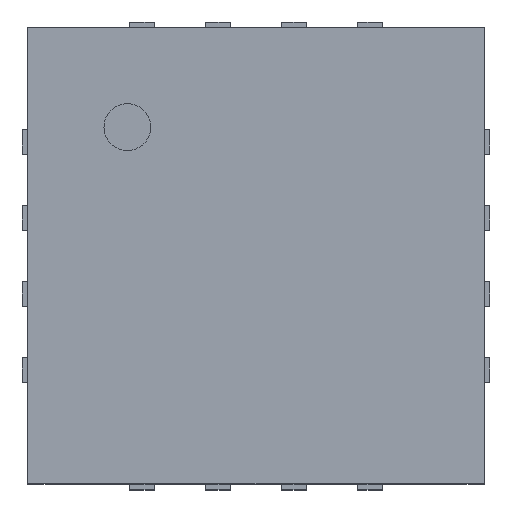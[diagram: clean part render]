
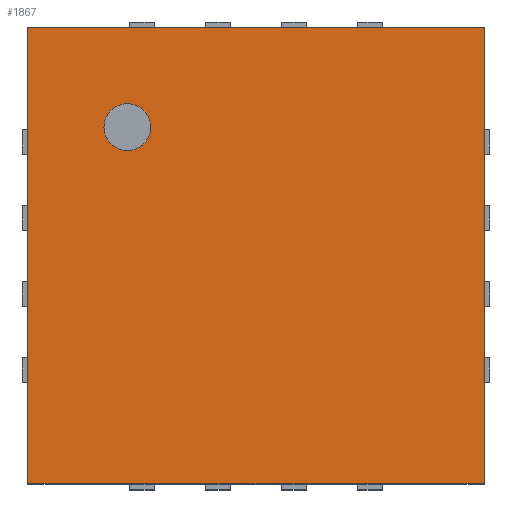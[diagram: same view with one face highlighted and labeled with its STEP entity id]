
A CAD part, top view. The second image highlights one B-rep face of the part: STEP entity #1867.
In plain terms, the highlighted planar face has unit normal (0, 0, 1).
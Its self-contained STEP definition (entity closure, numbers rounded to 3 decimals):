
#13=DIRECTION('',(0.,0.,1.));
#27=VECTOR('',#28,1.);
#28=DIRECTION('',(0.,-1.,0.));
#79=DIRECTION('',(1.,0.,0.));
#126=VECTOR('',#79,1.);
#561=ORIENTED_EDGE('',*,*,#562,.F.);
#562=EDGE_CURVE('',#563,#565,#567,.T.);
#563=VERTEX_POINT('',#564);
#564=CARTESIAN_POINT('',(-1.95,1.95,1.1));
#565=VERTEX_POINT('',#566);
#566=CARTESIAN_POINT('',(1.95,1.95,1.1));
#567=LINE('',#564,#126);
#589=DIRECTION('',(0.,0.,-1.));
#652=ORIENTED_EDGE('',*,*,#653,.T.);
#653=EDGE_CURVE('',#563,#654,#656,.T.);
#654=VERTEX_POINT('',#655);
#655=CARTESIAN_POINT('',(-1.95,-1.95,1.1));
#656=LINE('',#564,#27);
#1236=EDGE_CURVE('',#565,#1237,#1239,.T.);
#1237=VERTEX_POINT('',#1238);
#1238=CARTESIAN_POINT('',(1.95,-1.95,1.1));
#1239=LINE('',#566,#27);
#1314=EDGE_CURVE('',#654,#1237,#1315,.T.);
#1315=LINE('',#655,#126);
#1867=ADVANCED_FACE('',(#1868,#1872),#1881,.T.);
#1868=FACE_BOUND('',#1869,.T.);
#1869=EDGE_LOOP('',(#561,#652,#1870,#1871));
#1870=ORIENTED_EDGE('',*,*,#1314,.T.);
#1871=ORIENTED_EDGE('',*,*,#1236,.F.);
#1872=FACE_BOUND('',#1873,.T.);
#1873=EDGE_LOOP('',(#1874));
#1874=ORIENTED_EDGE('',*,*,#1875,.T.);
#1875=EDGE_CURVE('',#1876,#1876,#1878,.T.);
#1876=VERTEX_POINT('',#1877);
#1877=CARTESIAN_POINT('',(-1.1,0.9,1.1));
#1878=CIRCLE('',#1879,0.2);
#1879=AXIS2_PLACEMENT_3D('',#1880,#589,#28);
#1880=CARTESIAN_POINT('',(-1.1,1.1,1.1));
#1881=PLANE('',#1882);
#1882=AXIS2_PLACEMENT_3D('',#564,#13,#28);
